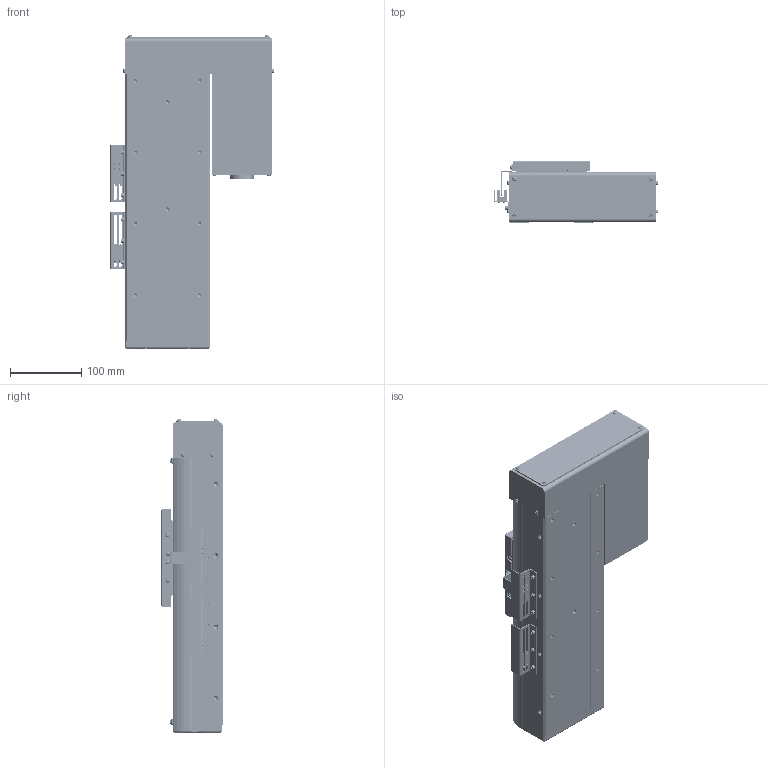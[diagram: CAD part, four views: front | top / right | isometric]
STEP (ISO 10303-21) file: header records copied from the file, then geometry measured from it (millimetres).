
FILE_DESCRIPTION (( 'STEP AP203' ), '1' );
FILE_NAME ('HC120-XXX-PR-100-XX-SL-OF.STEP', '2020-08-04T04:42:41', ( '彌營遵' ), ( '' ), 'SwSTEP 2.0', 'SolidWorks 2013', '' );
FILE_SCHEMA (( 'CONFIG_CONTROL_DESIGN' ));
Length unit declared in the file: millimetre
Products named in the file (45): FRONT PLATE-ST100; HC100 SENSOR_1(PR); spring lock washer_ks_KS 1324 - M3; BEARING HOUSING(堅薑)-ST100; HC SENSOR DOG-ST100; SIDE COVER2-ST100; FRONT PLATE COVER-ST100; HC100 SENSOR_2(PR); CARRIER-ST100; BEARING HOUSING(雖雖)-ST100; HB60 DAMPER-ST100; SIDE COVER-ST100; FRONT PLATE COVER 唯衛璽-ST100; HC120-XXX-PR-100-XX-SL-OF; pan cross head_ks_KS 1023 PC- M3 x 5-N; END COVER-ST100; STEEL BELT TENSION BRK-ST100; HC CARRIER-ST100; hg-kr23_-ST100; socket head cap screw_ks_KS 1003 - M6 x 10 x 10-N; HRballscrew-ST100; STEEL BELT TENSION PLATE-ST100; SHAFT-ST100; HR Series motor case cover(奢辨)-ST100; HRbearing cap-ST100; socket head cap screw_ks_KS 1003 - M4 x 10 x 10-N; socket countersunk head screw_am_B18.3.5M - 3 x 0.5 x 10 Socket FCHS  -- 10C; HC CARRIER COVER-ST100; HR Series motor case(奢辨)-ST100; STEEL BELT-ST100; MASensor Brk-ST100_ル遽; socket button head cap screw_am_B18.3.4M - 3 x 0.5 x 8 SBHCS --N; HR15 block-ST100_ル遽; HR Series TENTION PLATE(奢辨)-ST100; STEEL BELT FIX-ST100; EE-SX-674(奢辨 撫憮)-ST100_ル遽; socket countersunk head screw_am_B18.3.5M - 3 x 0.5 x 6 Socket FCHS  -- 6C; BASE-ST100; 醴喀攪-ST100; SUPPOERT BLOCK-ST100 ...
Assembly tree (118 placements, depth 3):
  HC120-XXX-PR-100-XX-SL-OF
    BASE-ST100
    HR15 rail-ST100_ル遽  x2
    BEARING HOUSING(堅薑)-ST100
    BEARING HOUSING(雖雖)-ST100
    END COVER-ST100
    HRballscrew-ST100
    HRbearing cap-ST100
    STEEL BELT-ST100
    STEEL BELT FIX-ST100  x2
    SUPPOERT BLOCK-ST100  x2
    煽溺-ST100
      FRONT PLATE-ST100
      FRONT PLATE COVER-ST100
      FRONT PLATE COVER 唯衛璽-ST100
      hg-kr23_-ST100
      HR Series motor case cover(奢辨)-ST100
      HR Series motor case(奢辨)-ST100
      HR Series TENTION PLATE(奢辨)-ST100
      醴喀攪-ST100
    SIDE COVER2-ST100
    SIDE COVER-ST100
    CARRIER-ST100
      HC CARRIER-ST100
      SHAFT-ST100  x12
      HC CARRIER COVER-ST100
      HR15 block-ST100_ル遽  x4
      HRballnut-ST100
      HC SENSOR DOG-ST100
      HB60 DAMPER-ST100  x4
      STEEL BELT TENSION BRK-ST100  x2
      STEEL BELT TENSION PLATE-ST100  x2
      socket countersunk head screw_am_B18.3.5M - 3 x 0.5 x 10 Socket FCHS  -- 10C  x8
      socket button head cap screw_am_B18.3.4M - 3 x 0.5 x 8 SBHCS --N  x4
      socket countersunk head screw_am_B18.3.5M - 3 x 0.5 x 6 Socket FCHS  -- 6C  x4
      socket button head cap screw_am_B18.3.4M - 3 x 0.5 x 5 SBHCS --N  x2
      spring lock washer_ks_KS 1324 - M3  x2
    pan cross head_ks_KS 1023 PC- M3 x 5-N  x16
    socket head cap screw_ks_KS 1003 - M6 x 10 x 10-N  x2
    socket head cap screw_ks_KS 1003 - M4 x 10 x 10-N  x2
    HC100 SENSOR_1(PR)
      MASensor Brk-ST100_ル遽
      EE-SX-674(奢辨 撫憮)-ST100_ル遽  x2
      socket head cap screw_ks_KS 1003 - M3 x 5 x 5-N  x7
      spring lock washer_ks_KS 1324 - M3  x3
    HC100 SENSOR_2(PR)
      MASensor Brk-ST100_ル遽
      EE-SX-674(奢辨 撫憮)-ST100_ル遽
      socket head cap screw_ks_KS 1003 - M3 x 5 x 5-N  x5
      spring lock washer_ks_KS 1324 - M3  x3
Bounding box: 229.15 x 86.5 x 438.95 mm (x, y, z)
Volume: 2195866.4 mm3; surface area: 943016.3 mm2
Topology: 114 solids, 114 shells, 4260 faces, 10699 edges, 6602 vertices
Faces by surface type: plane 2121, cylinder 1279, cone 612, torus 200, sphere 46, bspline 2
Entity records: 103563 total; most frequent: CARTESIAN_POINT 42344, DIRECTION 11898, ORIENTED_EDGE 10888, EDGE_CURVE 5444, AXIS2_PLACEMENT_3D 4323, VERTEX_POINT 3518, LINE 3252, VECTOR 3252
